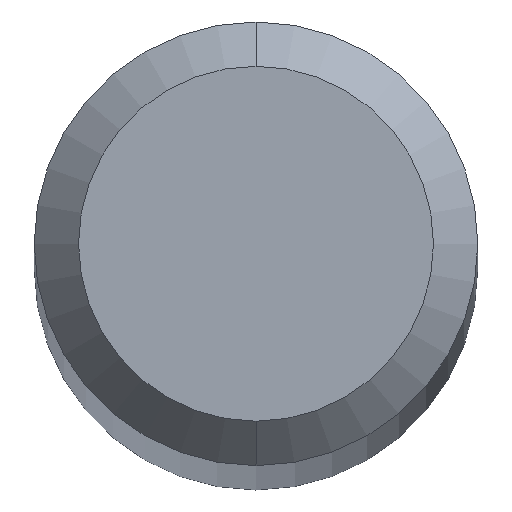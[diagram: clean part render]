
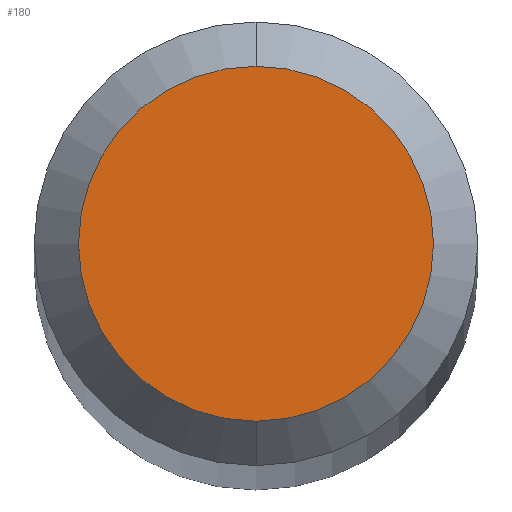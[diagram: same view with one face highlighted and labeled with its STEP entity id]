
A CAD part, top view. The second image highlights one B-rep face of the part: STEP entity #180.
In plain terms, the highlighted planar face has unit normal (0, 0, 1).
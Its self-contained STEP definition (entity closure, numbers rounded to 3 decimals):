
#32 = VERTEX_POINT ( 'NONE', #48 ) ;
#48 = CARTESIAN_POINT ( 'NONE',  ( 0., 0.4, 32. ) ) ;
#58 = DIRECTION ( 'NONE',  ( 0., 1., 0. ) ) ;
#63 = CARTESIAN_POINT ( 'NONE',  ( 0., -0.4, 32. ) ) ;
#79 = CARTESIAN_POINT ( 'NONE',  ( 0., 0., 32. ) ) ;
#83 = FACE_OUTER_BOUND ( 'NONE', #221, .T. ) ;
#84 = DIRECTION ( 'NONE',  ( 0., 1., 0. ) ) ;
#85 = PLANE ( 'NONE',  #240 ) ;
#105 = DIRECTION ( 'NONE',  ( 0., 0., -1. ) ) ;
#107 = EDGE_CURVE ( 'NONE', #118, #32, #159, .T. ) ;
#111 = AXIS2_PLACEMENT_3D ( 'NONE', #190, #213, #167 ) ;
#118 = VERTEX_POINT ( 'NONE', #63 ) ;
#139 = AXIS2_PLACEMENT_3D ( 'NONE', #281, #254, #84 ) ;
#159 = CIRCLE ( 'NONE', #139, 0.4 ) ;
#167 = DIRECTION ( 'NONE',  ( 0., 1., 0. ) ) ;
#176 = ORIENTED_EDGE ( 'NONE', *, *, #286, .F. ) ;
#180 = ADVANCED_FACE ( 'NONE', ( #83 ), #85, .F. ) ;
#190 = CARTESIAN_POINT ( 'NONE',  ( 0., 0., 32. ) ) ;
#209 = CIRCLE ( 'NONE', #111, 0.4 ) ;
#213 = DIRECTION ( 'NONE',  ( 0., 0., -1. ) ) ;
#221 = EDGE_LOOP ( 'NONE', ( #176, #227 ) ) ;
#227 = ORIENTED_EDGE ( 'NONE', *, *, #107, .F. ) ;
#240 = AXIS2_PLACEMENT_3D ( 'NONE', #79, #105, #58 ) ;
#254 = DIRECTION ( 'NONE',  ( 0., 0., -1. ) ) ;
#281 = CARTESIAN_POINT ( 'NONE',  ( 0., 0., 32. ) ) ;
#286 = EDGE_CURVE ( 'NONE', #32, #118, #209, .T. ) ;
